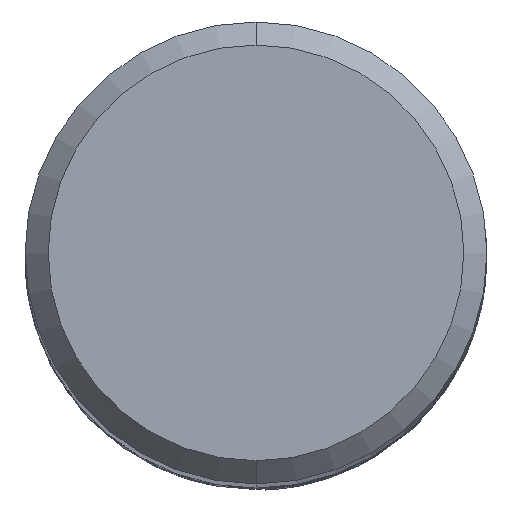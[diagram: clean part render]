
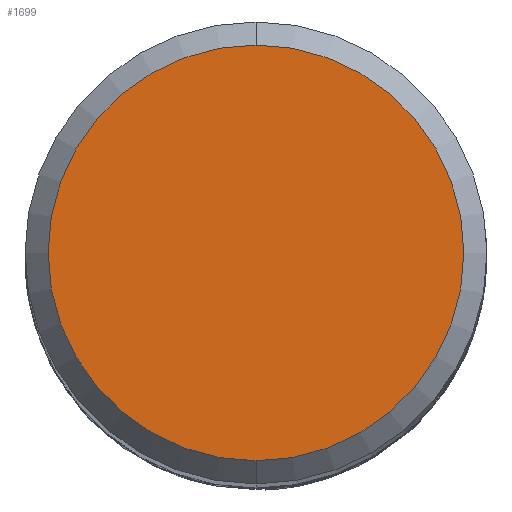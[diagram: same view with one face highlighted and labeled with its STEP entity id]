
A CAD part, top view. The second image highlights one B-rep face of the part: STEP entity #1699.
In plain terms, the highlighted planar face has unit normal (0, 0, 1).
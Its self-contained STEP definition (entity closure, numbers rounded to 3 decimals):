
#795=EDGE_CURVE('',#1599,#1333,#1962,.T.);
#1153=EDGE_CURVE('',#1333,#1599,#2356,.T.);
#1333=VERTEX_POINT('',#2551);
#1599=VERTEX_POINT('',#2842);
#1699=ADVANCED_FACE('',(#2951),#2952,.T.);
#1962=CIRCLE('',#4989,3.6);
#2356=CIRCLE('',#8765,3.6);
#2551=CARTESIAN_POINT('',(0.0,3.6,0.0));
#2842=CARTESIAN_POINT('',(0.,-3.6,0.0));
#2951=FACE_OUTER_BOUND('',#16127,.T.);
#2952=PLANE('',#16128);
#4989=AXIS2_PLACEMENT_3D('',#16501,#16502,#16503);
#8765=AXIS2_PLACEMENT_3D('',#16898,#16899,#16900);
#16127=EDGE_LOOP('',(#17469,#17470));
#16128=AXIS2_PLACEMENT_3D('',#17471,#17472,#17473);
#16501=CARTESIAN_POINT('',(0.0,0.0,0.0));
#16502=DIRECTION('',(0.0,0.0,-1.0));
#16503=DIRECTION('',(0.0,1.0,0.0));
#16898=CARTESIAN_POINT('',(0.0,0.0,0.0));
#16899=DIRECTION('',(0.0,0.0,-1.0));
#16900=DIRECTION('',(0.0,1.0,0.0));
#17469=ORIENTED_EDGE('',*,*,#1153,.F.);
#17470=ORIENTED_EDGE('',*,*,#795,.F.);
#17471=CARTESIAN_POINT('',(0.0,1.8,0.0));
#17472=DIRECTION('',(-0.0,0.0,1.0));
#17473=DIRECTION('',(0.0,-1.0,0.0));
